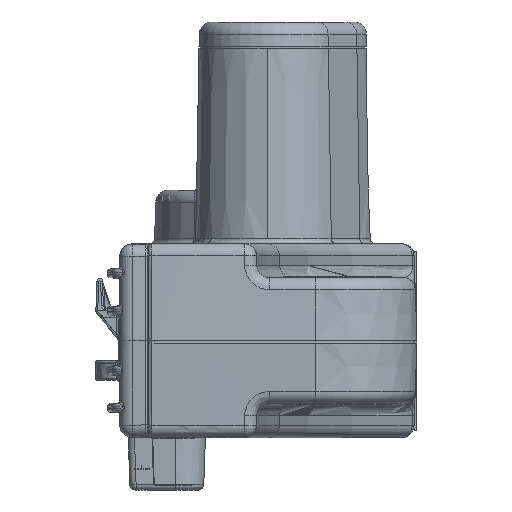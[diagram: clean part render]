
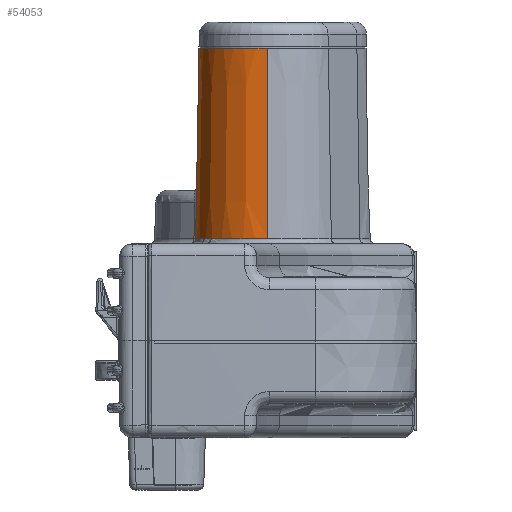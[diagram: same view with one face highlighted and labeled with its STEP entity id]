
A CAD part, left-side view. The second image highlights one B-rep face of the part: STEP entity #54053.
In plain terms, the highlighted conical face has half-angle 1 degrees and reference radius 29 mm.
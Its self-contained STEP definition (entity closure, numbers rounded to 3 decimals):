
#2019 = VECTOR ( 'NONE', #2068, 1000. ) ;
#2020 = CARTESIAN_POINT ( 'NONE',  ( -135.244, -35.55, 39. ) ) ;
#2021 = LINE ( 'NONE', #2020, #2019 ) ;
#2067 = CARTESIAN_POINT ( 'NONE',  ( -135.21, -35.55, 40.965 ) ) ;
#2068 = DIRECTION ( 'NONE',  ( -0.017, 0., -1. ) ) ;
#2274 = CARTESIAN_POINT ( 'NONE',  ( -133.874, -35.55, 117.5 ) ) ;
#52049 = EDGE_CURVE ( 'NONE', #52083, #75580, #98652, .T. ) ;
#52083 = VERTEX_POINT ( 'NONE', #98783 ) ;
#54053 = ADVANCED_FACE ( 'NONE', ( #102047 ), #102046, .T. ) ;
#54056 = ORIENTED_EDGE ( 'NONE', *, *, #75578, .F. ) ;
#54058 = ORIENTED_EDGE ( 'NONE', *, *, #54079, .T. ) ;
#54059 = ORIENTED_EDGE ( 'NONE', *, *, #54061, .F. ) ;
#54061 = EDGE_CURVE ( 'NONE', #52083, #54077, #102041, .T. ) ;
#54063 = ORIENTED_EDGE ( 'NONE', *, *, #52049, .T. ) ;
#54077 = VERTEX_POINT ( 'NONE', #102085 ) ;
#54079 = EDGE_CURVE ( 'NONE', #75711, #54077, #102084, .T. ) ;
#54088 = EDGE_LOOP ( 'NONE', ( #54056, #54058, #54059, #54063 ) ) ;
#75578 = EDGE_CURVE ( 'NONE', #75711, #75580, #2021, .T. ) ;
#75580 = VERTEX_POINT ( 'NONE', #2067 ) ;
#75711 = VERTEX_POINT ( 'NONE', #2274 ) ;
#98649 = DIRECTION ( 'NONE',  ( -1., 0., 0. ) ) ;
#98650 = DIRECTION ( 'NONE',  ( 0., 0., 1. ) ) ;
#98651 = AXIS2_PLACEMENT_3D ( 'NONE', #98664, #98650, #98649 ) ;
#98652 = CIRCLE ( 'NONE', #98651, 28.966 ) ;
#98664 = CARTESIAN_POINT ( 'NONE',  ( -106.244, -35.55, 40.965 ) ) ;
#98783 = CARTESIAN_POINT ( 'NONE',  ( -106.244, -6.584, 40.965 ) ) ;
#102038 = DIRECTION ( 'NONE',  ( 0., -0.017, 1. ) ) ;
#102039 = VECTOR ( 'NONE', #102038, 1000. ) ;
#102040 = CARTESIAN_POINT ( 'NONE',  ( -106.244, -6.55, 39. ) ) ;
#102041 = LINE ( 'NONE', #102040, #102039 ) ;
#102042 = DIRECTION ( 'NONE',  ( -1., 0., 0. ) ) ;
#102043 = DIRECTION ( 'NONE',  ( 0., 0., -1. ) ) ;
#102044 = CARTESIAN_POINT ( 'NONE',  ( -106.244, -35.55, 39. ) ) ;
#102045 = AXIS2_PLACEMENT_3D ( 'NONE', #102044, #102043, #102042 ) ;
#102046 = CONICAL_SURFACE ( 'NONE', #102045, 29., 0.017 ) ;
#102047 = FACE_OUTER_BOUND ( 'NONE', #54088, .T. ) ;
#102080 = DIRECTION ( 'NONE',  ( -1., 0., 0. ) ) ;
#102081 = DIRECTION ( 'NONE',  ( 0., 0., -1. ) ) ;
#102082 = CARTESIAN_POINT ( 'NONE',  ( -106.244, -35.55, 117.5 ) ) ;
#102083 = AXIS2_PLACEMENT_3D ( 'NONE', #102082, #102081, #102080 ) ;
#102084 = CIRCLE ( 'NONE', #102083, 27.63 ) ;
#102085 = CARTESIAN_POINT ( 'NONE',  ( -106.244, -7.92, 117.5 ) ) ;
